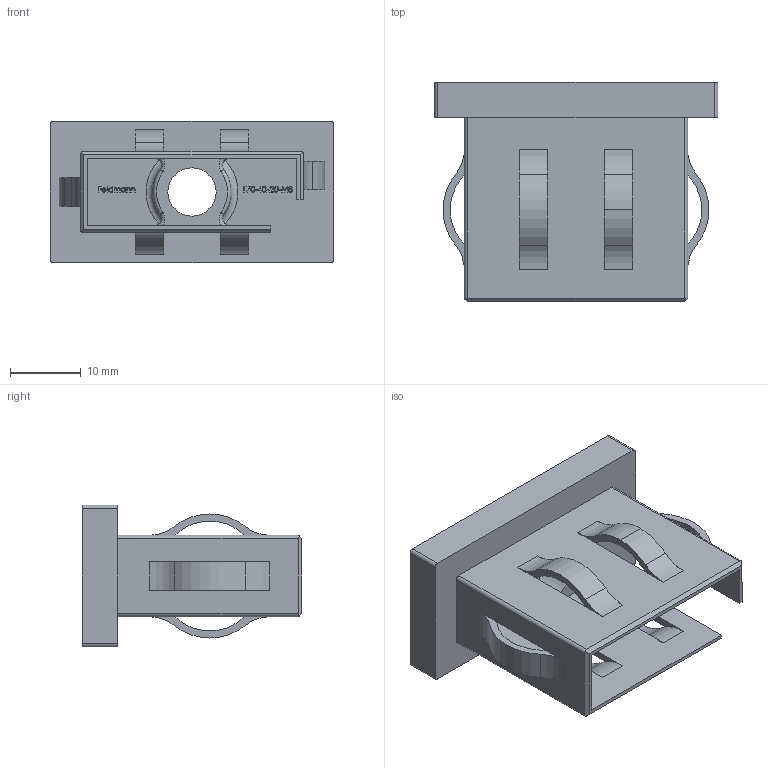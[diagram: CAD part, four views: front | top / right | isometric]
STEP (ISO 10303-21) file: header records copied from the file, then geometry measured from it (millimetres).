
FILE_DESCRIPTION (( 'STEP AP203' ), '1' );
FILE_NAME ('170-40x20-M8.step', '2019-09-16T11:01:44', ( '' ), ( '' ), 'SwSTEP 2.0', 'SolidWorks 2015', '' );
FILE_SCHEMA (( 'CONFIG_CONTROL_DESIGN' ));
Length unit declared in the file: millimetre
Products named in the file (1): 170-40x20-M8
Bounding box: 40 x 31 x 20 mm (x, y, z)
Volume: 5973.7 mm3; surface area: 6525.7 mm2
Topology: 1 solids, 1 shells, 359 faces, 987 edges, 648 vertices
Faces by surface type: plane 194, bspline 98, cylinder 57, torus 8, cone 2
Entity records: 17219 total; most frequent: CARTESIAN_POINT 8535, ORIENTED_EDGE 1974, DIRECTION 1450, EDGE_CURVE 987, VERTEX_POINT 648, VECTOR 628, LINE 628, AXIS2_PLACEMENT_3D 411
